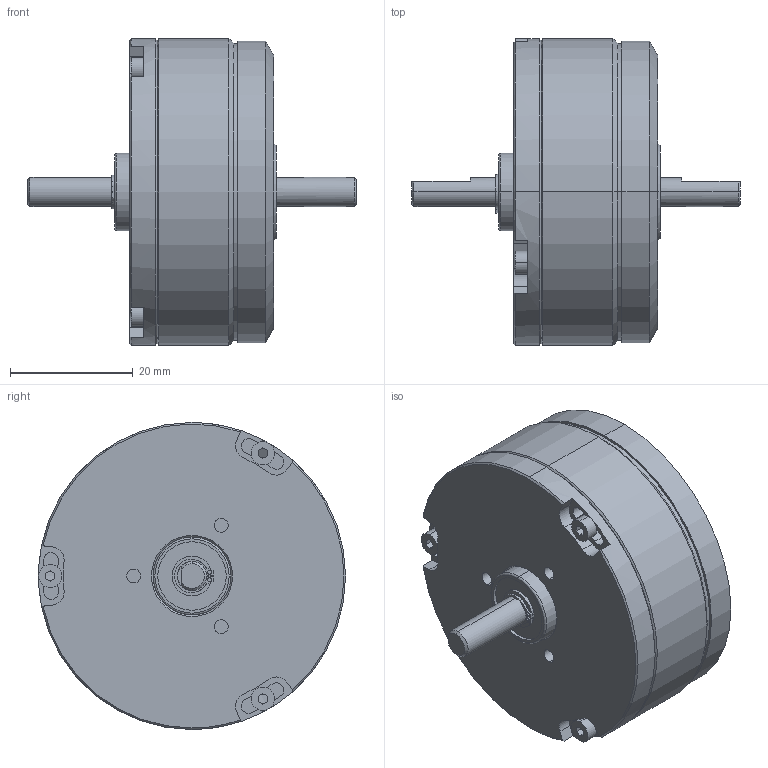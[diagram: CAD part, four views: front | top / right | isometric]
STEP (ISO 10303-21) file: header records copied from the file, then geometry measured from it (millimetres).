
FILE_DESCRIPTION (( 'STEP AP214' ), '1' );
FILE_NAME ('HPM-16__EF.STEP', '2013-06-25T20:08:51', ( 'Jeff' ), ( '' ), 'SwSTEP 2.0', 'SolidWorks 2013', '' );
FILE_SCHEMA (( 'AUTOMOTIVE_DESIGN' ));
Length unit declared in the file: inch
Products named in the file (1): HPM-16__EF
Bounding box: 53.57 x 50.04 x 50.04 mm (x, y, z)
Surface area: 10631.7 mm2 (no closed solid volume)
Topology: 0 solids, 15 shells, 151 faces, 508 edges, 371 vertices
Faces by surface type: cylinder 74, plane 51, cone 22, torus 4
Entity records: 7695 total; most frequent: DIRECTION 1063, CARTESIAN_POINT 1061, ORIENTED_EDGE 824, EDGE_CURVE 508, AXIS2_PLACEMENT_3D 413, VERTEX_POINT 371, CIRCLE 261, LINE 237
